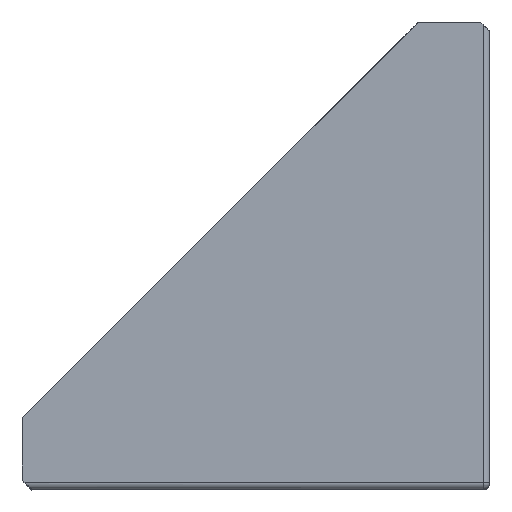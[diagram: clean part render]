
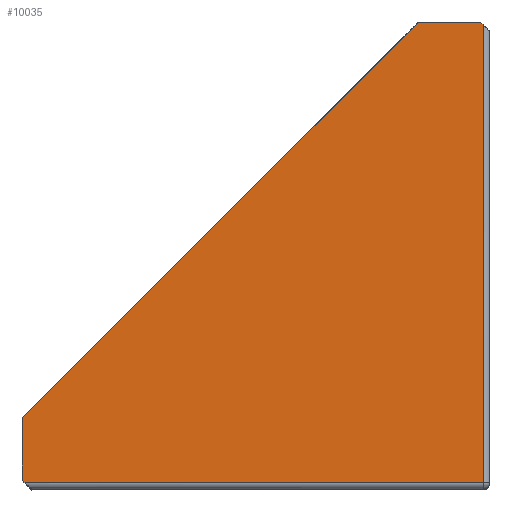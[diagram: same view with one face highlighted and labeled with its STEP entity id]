
A CAD part, top view. The second image highlights one B-rep face of the part: STEP entity #10035.
In plain terms, the highlighted planar face has unit normal (0.006, -0.006, 1).
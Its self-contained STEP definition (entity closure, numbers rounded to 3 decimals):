
#29 = AXIS2_PLACEMENT_3D ( 'NONE', #10618, #14503, #13248 ) ;
#265 = DIRECTION ( 'NONE',  ( 1., 0., -0.006 ) ) ;
#574 = ORIENTED_EDGE ( 'NONE', *, *, #3736, .T. ) ;
#982 = CARTESIAN_POINT ( 'NONE',  ( -36., 5.5, 19. ) ) ;
#1376 = EDGE_LOOP ( 'NONE', ( #4864, #9794, #6200, #16831, #574, #16372, #4079 ) ) ;
#1668 = VERTEX_POINT ( 'NONE', #982 ) ;
#1914 = VECTOR ( 'NONE', #3746, 1000. ) ;
#2110 = VECTOR ( 'NONE', #13222, 1000. ) ;
#2331 = LINE ( 'NONE', #11637, #1914 ) ;
#2666 = DIRECTION ( 'NONE',  ( 0.707, -0.707, -0.009 ) ) ;
#2668 = VERTEX_POINT ( 'NONE', #4014 ) ;
#3610 = EDGE_CURVE ( 'NONE', #9478, #2668, #10195, .T. ) ;
#3736 = EDGE_CURVE ( 'NONE', #12063, #14854, #5851, .T. ) ;
#3746 = DIRECTION ( 'NONE',  ( -0.707, 0.707, 0.009 ) ) ;
#3787 = LINE ( 'NONE', #6519, #16977 ) ;
#3960 = EDGE_CURVE ( 'NONE', #1668, #15323, #3787, .T. ) ;
#4002 = CARTESIAN_POINT ( 'NONE',  ( -5.5, 36., 19. ) ) ;
#4014 = CARTESIAN_POINT ( 'NONE',  ( -0.497, 0.497, 18.75 ) ) ;
#4022 = DIRECTION ( 'NONE',  ( -0.707, -0.707, 0. ) ) ;
#4038 = PLANE ( 'NONE',  #29 ) ;
#4079 = ORIENTED_EDGE ( 'NONE', *, *, #3960, .T. ) ;
#4643 = EDGE_CURVE ( 'NONE', #15323, #9478, #5616, .T. ) ;
#4864 = ORIENTED_EDGE ( 'NONE', *, *, #4643, .T. ) ;
#4925 = EDGE_CURVE ( 'NONE', #16420, #12063, #2331, .T. ) ;
#5003 = EDGE_CURVE ( 'NONE', #14854, #1668, #11989, .T. ) ;
#5270 = EDGE_CURVE ( 'NONE', #2668, #16420, #12615, .T. ) ;
#5616 = LINE ( 'NONE', #9231, #13028 ) ;
#5851 = LINE ( 'NONE', #13903, #15548 ) ;
#6200 = ORIENTED_EDGE ( 'NONE', *, *, #5270, .T. ) ;
#6519 = CARTESIAN_POINT ( 'NONE',  ( -36., 5.5, 19. ) ) ;
#6669 = VECTOR ( 'NONE', #265, 1000. ) ;
#7278 = CARTESIAN_POINT ( 'NONE',  ( -0.497, 35.797, 18.968 ) ) ;
#8076 = CARTESIAN_POINT ( 'NONE',  ( 0., 0.497, 18.747 ) ) ;
#8106 = CARTESIAN_POINT ( 'NONE',  ( -36., 0.7, 18.97 ) ) ;
#9231 = CARTESIAN_POINT ( 'NONE',  ( -35.3, 0., 18.962 ) ) ;
#9478 = VERTEX_POINT ( 'NONE', #9741 ) ;
#9741 = CARTESIAN_POINT ( 'NONE',  ( -35.797, 0.497, 18.968 ) ) ;
#9794 = ORIENTED_EDGE ( 'NONE', *, *, #3610, .T. ) ;
#10029 = CARTESIAN_POINT ( 'NONE',  ( -0.7, 36., 18.97 ) ) ;
#10035 = ADVANCED_FACE ( 'NONE', ( #10091 ), #4038, .T. ) ;
#10091 = FACE_OUTER_BOUND ( 'NONE', #1376, .T. ) ;
#10195 = LINE ( 'NONE', #8076, #6669 ) ;
#10618 = CARTESIAN_POINT ( 'NONE',  ( -5.5, 36., 19. ) ) ;
#11378 = DIRECTION ( 'NONE',  ( -1., 0., 0.006 ) ) ;
#11595 = VECTOR ( 'NONE', #4022, 1000. ) ;
#11637 = CARTESIAN_POINT ( 'NONE',  ( 0., 35.3, 18.962 ) ) ;
#11815 = DIRECTION ( 'NONE',  ( 0., -1., -0.006 ) ) ;
#11901 = CARTESIAN_POINT ( 'NONE',  ( -5.5, 36., 19. ) ) ;
#11989 = LINE ( 'NONE', #11901, #11595 ) ;
#12063 = VERTEX_POINT ( 'NONE', #10029 ) ;
#12615 = LINE ( 'NONE', #13099, #2110 ) ;
#13028 = VECTOR ( 'NONE', #2666, 1000. ) ;
#13099 = CARTESIAN_POINT ( 'NONE',  ( -0.497, 35.3, 18.965 ) ) ;
#13222 = DIRECTION ( 'NONE',  ( 0., 1., 0.006 ) ) ;
#13248 = DIRECTION ( 'NONE',  ( 1., 0., -0.006 ) ) ;
#13903 = CARTESIAN_POINT ( 'NONE',  ( -0.7, 36., 18.97 ) ) ;
#14503 = DIRECTION ( 'NONE',  ( 0.006, -0.006, 1. ) ) ;
#14854 = VERTEX_POINT ( 'NONE', #4002 ) ;
#15323 = VERTEX_POINT ( 'NONE', #8106 ) ;
#15548 = VECTOR ( 'NONE', #11378, 1000. ) ;
#16372 = ORIENTED_EDGE ( 'NONE', *, *, #5003, .T. ) ;
#16420 = VERTEX_POINT ( 'NONE', #7278 ) ;
#16831 = ORIENTED_EDGE ( 'NONE', *, *, #4925, .T. ) ;
#16977 = VECTOR ( 'NONE', #11815, 1000. ) ;
